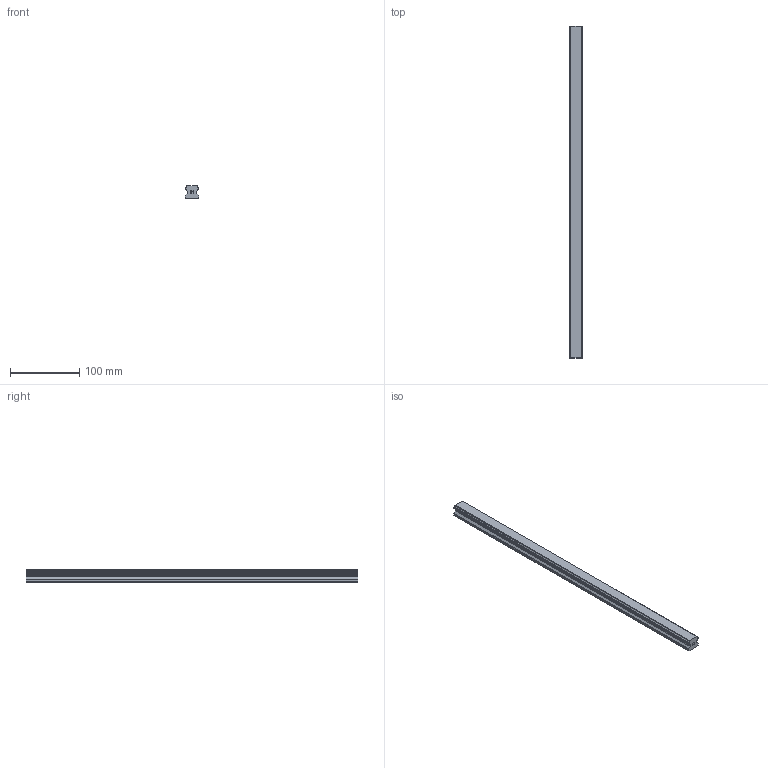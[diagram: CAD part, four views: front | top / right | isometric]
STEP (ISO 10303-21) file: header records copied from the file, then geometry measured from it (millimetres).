
FILE_DESCRIPTION(('STEP AP214'),'1');
FILE_NAME('cctmp_8441CF4A-4BC5-48EF-AE64-B717BBB4AAE2_2021_01_22_13_12_53_0480..stp','2021-01-22T12:12:53',('HIWIN GmbH'),('CADClick - www.CADClick.com'),'Spatial InterOp 3D',' ','unknown authorization');
FILE_SCHEMA(('AUTOMOTIVE_DESIGN'));
Length unit declared in the file: millimetre
Products named in the file (1): HGR20T480C_FILE
Bounding box: 20 x 480 x 17.5 mm (x, y, z)
Volume: 141768.9 mm3; surface area: 38758.3 mm2
Topology: 1 solids, 1 shells, 139 faces, 383 edges, 242 vertices
Faces by surface type: plane 85, cylinder 38, cone 16
Entity records: 5409 total; most frequent: CARTESIAN_POINT 749, ORIENTED_EDGE 734, DIRECTION 723, EDGE_CURVE 367, LINE 291, VECTOR 291, VERTEX_POINT 242, AXIS2_PLACEMENT_3D 216
